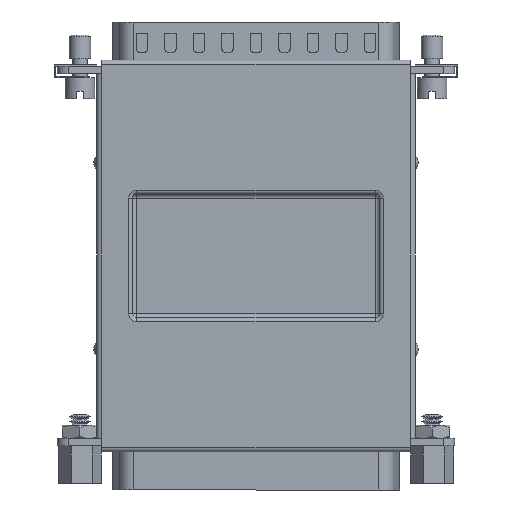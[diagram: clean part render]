
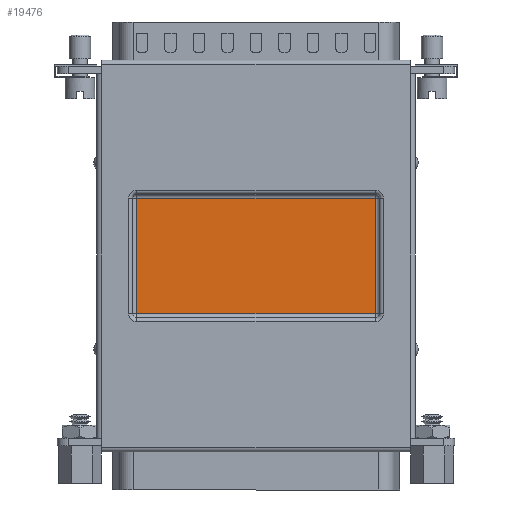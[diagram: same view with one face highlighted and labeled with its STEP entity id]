
A CAD part, front view. The second image highlights one B-rep face of the part: STEP entity #19476.
In plain terms, the highlighted face is planar.
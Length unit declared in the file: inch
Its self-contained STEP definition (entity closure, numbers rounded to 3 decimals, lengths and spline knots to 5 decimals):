
#1044 = VECTOR ( 'NONE', #13745, 39.37008 ) ;
#1514 = EDGE_CURVE ( 'NONE', #47446, #30359, #52808, .T. ) ;
#3481 = ORIENTED_EDGE ( 'NONE', *, *, #7431, .F. ) ;
#4314 = VECTOR ( 'NONE', #34019, 39.37008 ) ;
#5732 = LINE ( 'NONE', #20428, #4314 ) ;
#6733 = CARTESIAN_POINT ( 'NONE',  ( 0.62861, -0.04213, 0.3038 ) ) ;
#6781 = CARTESIAN_POINT ( 'NONE',  ( 0.62861, -0.04213, -0.3038 ) ) ;
#7431 = EDGE_CURVE ( 'NONE', #30359, #18307, #5732, .T. ) ;
#8046 = DIRECTION ( 'NONE',  ( -1., 0., 0. ) ) ;
#11419 = ORIENTED_EDGE ( 'NONE', *, *, #1514, .F. ) ;
#13745 = DIRECTION ( 'NONE',  ( 0., 0., 1. ) ) ;
#17980 = EDGE_LOOP ( 'NONE', ( #45919, #3481, #11419, #38686 ) ) ;
#18213 = VECTOR ( 'NONE', #57217, 39.37008 ) ;
#18307 = VERTEX_POINT ( 'NONE', #6781 ) ;
#19476 = ADVANCED_FACE ( 'NONE', ( #44680 ), #53036, .T. ) ;
#20428 = CARTESIAN_POINT ( 'NONE',  ( 0.64961, -0.04213, -0.3038 ) ) ;
#23845 = DIRECTION ( 'NONE',  ( -1., 0., 0. ) ) ;
#30359 = VERTEX_POINT ( 'NONE', #56356 ) ;
#30559 = EDGE_CURVE ( 'NONE', #18307, #49073, #47626, .T. ) ;
#34019 = DIRECTION ( 'NONE',  ( 1., 0., 0. ) ) ;
#34877 = CARTESIAN_POINT ( 'NONE',  ( -0.64961, -0.04213, 0.3248 ) ) ;
#35070 = DIRECTION ( 'NONE',  ( 0., 1., 0. ) ) ;
#35313 = AXIS2_PLACEMENT_3D ( 'NONE', #34877, #35070, #8046 ) ;
#38686 = ORIENTED_EDGE ( 'NONE', *, *, #48926, .F. ) ;
#41162 = VECTOR ( 'NONE', #23845, 39.37008 ) ;
#44680 = FACE_OUTER_BOUND ( 'NONE', #17980, .T. ) ;
#45919 = ORIENTED_EDGE ( 'NONE', *, *, #30559, .F. ) ;
#46092 = CARTESIAN_POINT ( 'NONE',  ( 0.62861, -0.04213, 0.3248 ) ) ;
#47446 = VERTEX_POINT ( 'NONE', #53662 ) ;
#47626 = LINE ( 'NONE', #46092, #1044 ) ;
#48926 = EDGE_CURVE ( 'NONE', #49073, #47446, #54521, .T. ) ;
#49073 = VERTEX_POINT ( 'NONE', #6733 ) ;
#52808 = LINE ( 'NONE', #52927, #18213 ) ;
#52927 = CARTESIAN_POINT ( 'NONE',  ( -0.62861, -0.04213, 0.3248 ) ) ;
#53036 = PLANE ( 'NONE',  #35313 ) ;
#53662 = CARTESIAN_POINT ( 'NONE',  ( -0.62861, -0.04213, 0.3038 ) ) ;
#54521 = LINE ( 'NONE', #55440, #41162 ) ;
#55440 = CARTESIAN_POINT ( 'NONE',  ( -0.64961, -0.04213, 0.3038 ) ) ;
#56356 = CARTESIAN_POINT ( 'NONE',  ( -0.62861, -0.04213, -0.3038 ) ) ;
#57217 = DIRECTION ( 'NONE',  ( 0., 0., -1. ) ) ;
